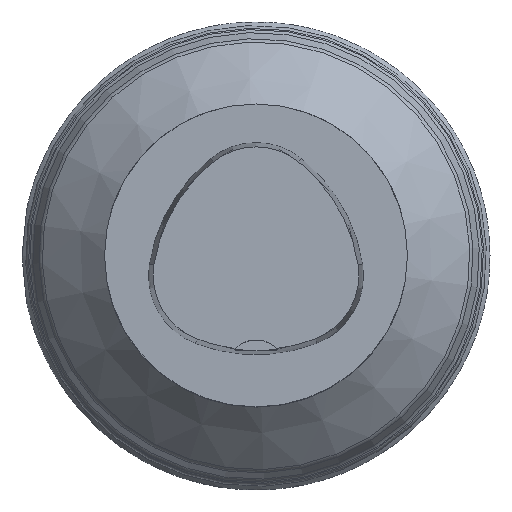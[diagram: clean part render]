
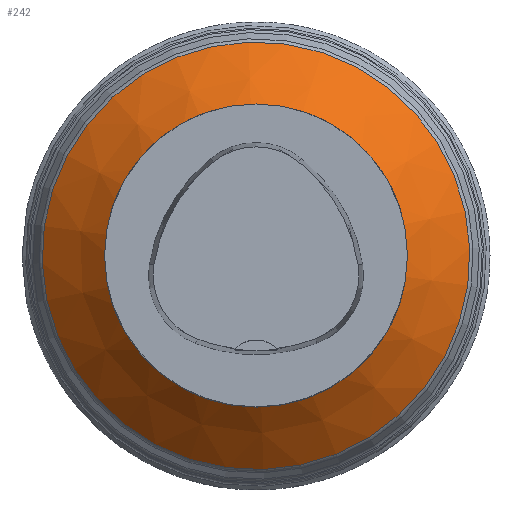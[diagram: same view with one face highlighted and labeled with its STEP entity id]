
A CAD part, top view. The second image highlights one B-rep face of the part: STEP entity #242.
In plain terms, the highlighted conical face has half-angle 46.464 degrees and reference radius 35.63 mm.
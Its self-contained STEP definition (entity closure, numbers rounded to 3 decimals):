
#172=CONICAL_SURFACE('',#824,35.63,46.464);
#209=FACE_BOUND('',#340,.T.);
#210=FACE_BOUND('',#341,.T.);
#242=ADVANCED_FACE('CN_SU6',(#209,#210),#172,.T.);
#340=EDGE_LOOP('',(#408));
#341=EDGE_LOOP('',(#409));
#408=ORIENTED_EDGE('',*,*,#587,.T.);
#409=ORIENTED_EDGE('',*,*,#588,.T.);
#533=VERTEX_POINT('',#1179);
#534=VERTEX_POINT('',#1181);
#587=EDGE_CURVE('',#533,#533,#656,.T.);
#588=EDGE_CURVE('',#534,#534,#657,.T.);
#656=CIRCLE('',#822,35.286);
#657=CIRCLE('',#823,23.249);
#822=AXIS2_PLACEMENT_3D('',#1178,#968,#969);
#823=AXIS2_PLACEMENT_3D('',#1180,#970,#971);
#824=AXIS2_PLACEMENT_3D('',#1182,#972,#973);
#968=DIRECTION('',(0.,0.,1.));
#969=DIRECTION('',(0.978,0.208,0.));
#970=DIRECTION('',(0.,0.,-1.));
#971=DIRECTION('',(-0.978,-0.208,0.));
#972=DIRECTION('',(0.,0.,-1.));
#973=DIRECTION('',(-0.978,-0.208,0.));
#1178=CARTESIAN_POINT('',(0.,0.,-37.674));
#1179=CARTESIAN_POINT('',(34.515,7.336,-37.674));
#1180=CARTESIAN_POINT('',(0.,0.,-26.237));
#1181=CARTESIAN_POINT('',(-22.741,-4.834,-26.237));
#1182=CARTESIAN_POINT('',(0.,0.,-38.));
